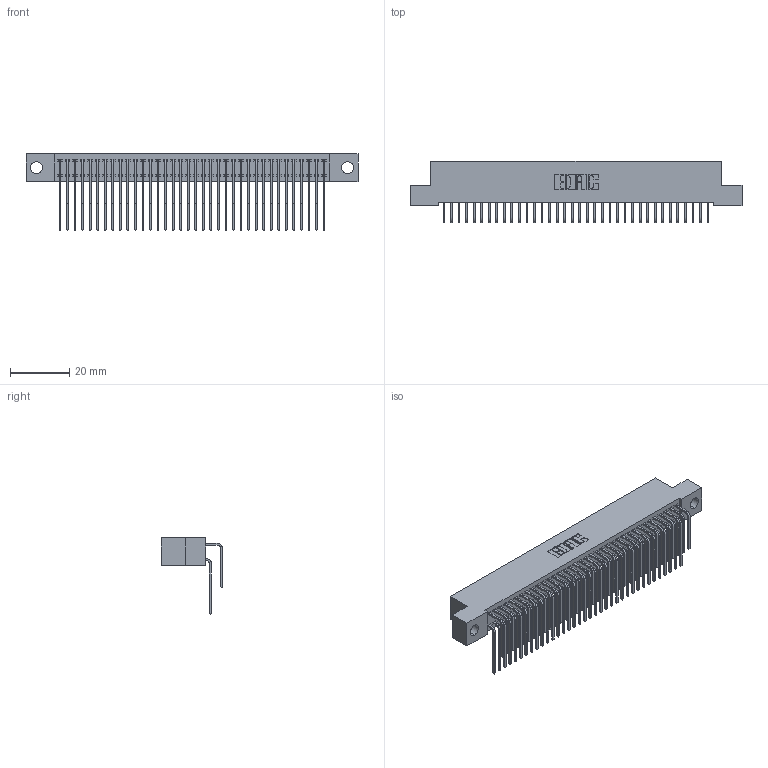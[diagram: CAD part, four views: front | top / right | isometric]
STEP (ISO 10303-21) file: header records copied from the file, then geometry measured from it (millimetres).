
FILE_DESCRIPTION (( 'STEP AP203' ), '1' );
FILE_NAME ('392-072-559-204.STEP', '2018-08-18T00:25:53', ( '' ), ( '' ), 'SwSTEP 2.0', 'SolidWorks 2016', '' );
FILE_SCHEMA (( 'CONFIG_CONTROL_DESIGN' ));
Length unit declared in the file: inch
Products named in the file (4): 342 Part_.156 TH; 345-292-001_558 559 Tail - 1; 345-292-001_559 Tail - 2; 392-072-559-204
Assembly tree (73 placements, depth 2):
  392-072-559-204
    342 Part_.156 TH
    345-292-001_558 559 Tail - 1  x36
    345-292-001_559 Tail - 2  x36
Bounding box: 111.76 x 20.64 x 25.78 mm (x, y, z)
Volume: 10341.5 mm3; surface area: 18388.7 mm2
Topology: 73 solids, 73 shells, 3998 faces, 11891 edges, 7830 vertices
Faces by surface type: plane 2802, cylinder 1196
Entity records: 25591 total; most frequent: CARTESIAN_POINT 4297, ORIENTED_EDGE 4182, DIRECTION 3663, EDGE_CURVE 2091, LINE 1923, VECTOR 1923, VERTEX_POINT 1390, AXIS2_PLACEMENT_3D 870
